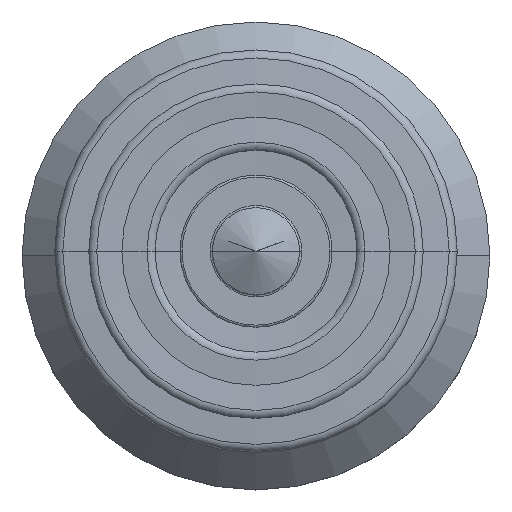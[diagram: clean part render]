
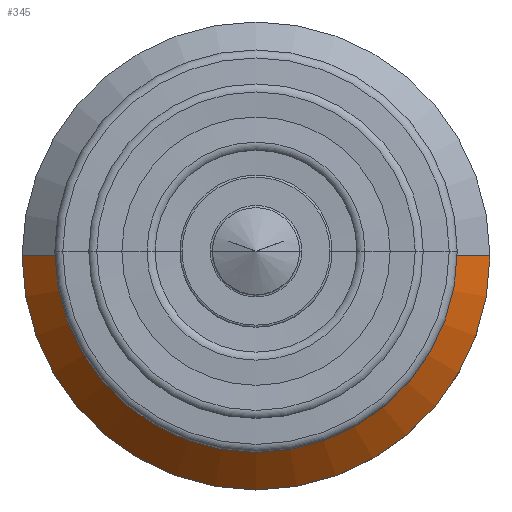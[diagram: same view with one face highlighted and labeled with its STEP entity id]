
A CAD part, top view. The second image highlights one B-rep face of the part: STEP entity #345.
In plain terms, the highlighted conical face has half-angle 45 degrees and reference radius 17.75 mm.
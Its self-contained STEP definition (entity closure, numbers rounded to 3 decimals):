
#80 = EDGE_CURVE ( 'NONE', #652, #1835, #386, .T. ) ;
#210 = ORIENTED_EDGE ( 'NONE', *, *, #269, .F. ) ;
#269 = EDGE_CURVE ( 'NONE', #1623, #1245, #1514, .T. ) ;
#345 = ADVANCED_FACE ( 'NONE', ( #2042 ), #1992, .T. ) ;
#386 = LINE ( 'NONE', #1852, #1647 ) ;
#440 = CARTESIAN_POINT ( 'NONE',  ( 17.75, 0., 11.75 ) ) ;
#652 = VERTEX_POINT ( 'NONE', #733 ) ;
#731 = EDGE_CURVE ( 'NONE', #652, #1623, #1333, .T. ) ;
#733 = CARTESIAN_POINT ( 'NONE',  ( -17.75, 0., 11.75 ) ) ;
#865 = DIRECTION ( 'NONE',  ( 1., 0., 0. ) ) ;
#1001 = DIRECTION ( 'NONE',  ( 0., 0., 1. ) ) ;
#1027 = AXIS2_PLACEMENT_3D ( 'NONE', #1196, #1001, #865 ) ;
#1164 = CARTESIAN_POINT ( 'NONE',  ( 0., 0., 11.75 ) ) ;
#1196 = CARTESIAN_POINT ( 'NONE',  ( 0., 0., 8. ) ) ;
#1224 = ORIENTED_EDGE ( 'NONE', *, *, #731, .F. ) ;
#1245 = VERTEX_POINT ( 'NONE', #1693 ) ;
#1278 = ORIENTED_EDGE ( 'NONE', *, *, #1520, .T. ) ;
#1333 = CIRCLE ( 'NONE', #1651, 17.75 ) ;
#1439 = CARTESIAN_POINT ( 'NONE',  ( 17.75, 0., 11.75 ) ) ;
#1447 = DIRECTION ( 'NONE',  ( 0.707, 0., -0.707 ) ) ;
#1481 = ORIENTED_EDGE ( 'NONE', *, *, #80, .T. ) ;
#1492 = DIRECTION ( 'NONE',  ( -1., 0., 0. ) ) ;
#1514 = LINE ( 'NONE', #1439, #1737 ) ;
#1520 = EDGE_CURVE ( 'NONE', #1835, #1245, #1820, .T. ) ;
#1540 = DIRECTION ( 'NONE',  ( 0., 0., 1. ) ) ;
#1550 = AXIS2_PLACEMENT_3D ( 'NONE', #1164, #1752, #1492 ) ;
#1560 = EDGE_LOOP ( 'NONE', ( #210, #1224, #1481, #1278 ) ) ;
#1614 = CARTESIAN_POINT ( 'NONE',  ( 0., 0., 11.75 ) ) ;
#1623 = VERTEX_POINT ( 'NONE', #440 ) ;
#1647 = VECTOR ( 'NONE', #1837, 1000. ) ;
#1651 = AXIS2_PLACEMENT_3D ( 'NONE', #1614, #1540, #1706 ) ;
#1693 = CARTESIAN_POINT ( 'NONE',  ( 21.5, 0., 8. ) ) ;
#1706 = DIRECTION ( 'NONE',  ( 1., 0., 0. ) ) ;
#1737 = VECTOR ( 'NONE', #1447, 1000. ) ;
#1752 = DIRECTION ( 'NONE',  ( 0., 0., -1. ) ) ;
#1820 = CIRCLE ( 'NONE', #1027, 21.5 ) ;
#1835 = VERTEX_POINT ( 'NONE', #1945 ) ;
#1837 = DIRECTION ( 'NONE',  ( -0.707, 0., -0.707 ) ) ;
#1852 = CARTESIAN_POINT ( 'NONE',  ( -17.75, 0., 11.75 ) ) ;
#1945 = CARTESIAN_POINT ( 'NONE',  ( -21.5, 0., 8. ) ) ;
#1992 = CONICAL_SURFACE ( 'NONE', #1550, 17.75, 0.785 ) ;
#2042 = FACE_OUTER_BOUND ( 'NONE', #1560, .T. ) ;
